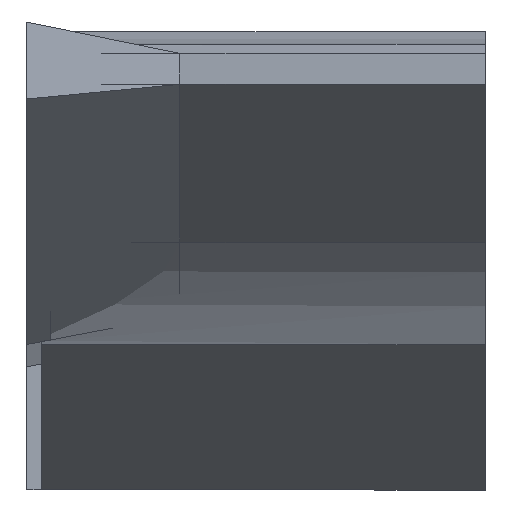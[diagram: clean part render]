
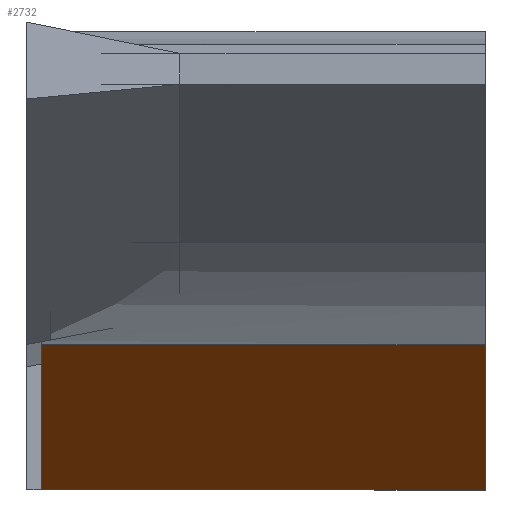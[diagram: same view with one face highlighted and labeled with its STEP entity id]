
A CAD part, left-side view. The second image highlights one B-rep face of the part: STEP entity #2732.
In plain terms, the highlighted planar face has unit normal (-0.616, 0, -0.788).
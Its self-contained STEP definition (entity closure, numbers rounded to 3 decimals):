
#143 = CARTESIAN_POINT ( 'NONE',  ( 48.824, -0.3, -39.525 ) ) ;
#415 = VERTEX_POINT ( 'NONE', #2721 ) ;
#426 = VERTEX_POINT ( 'NONE', #1171 ) ;
#460 = FACE_OUTER_BOUND ( 'NONE', #1060, .T. ) ;
#468 = AXIS2_PLACEMENT_3D ( 'NONE', #1971, #516, #2825 ) ;
#516 = DIRECTION ( 'NONE',  ( 0.616, 0., 0.788 ) ) ;
#568 = DIRECTION ( 'NONE',  ( 0., -1., 0. ) ) ;
#583 = VECTOR ( 'NONE', #2436, 1000. ) ;
#626 = CARTESIAN_POINT ( 'NONE',  ( -0.669, -9.525, -0.857 ) ) ;
#655 = ORIENTED_EDGE ( 'NONE', *, *, #2663, .F. ) ;
#847 = LINE ( 'NONE', #626, #583 ) ;
#853 = VECTOR ( 'NONE', #1188, 1000. ) ;
#858 = LINE ( 'NONE', #890, #853 ) ;
#878 = CARTESIAN_POINT ( 'NONE',  ( 6.557, -0.3, -6.502 ) ) ;
#890 = CARTESIAN_POINT ( 'NONE',  ( 6.557, 101.908, -6.502 ) ) ;
#920 = VERTEX_POINT ( 'NONE', #1194 ) ;
#966 = PLANE ( 'NONE',  #468 ) ;
#1060 = EDGE_LOOP ( 'NONE', ( #1417, #1489, #1328, #655 ) ) ;
#1102 = CARTESIAN_POINT ( 'NONE',  ( 10.426, -9.525, -9.525 ) ) ;
#1171 = CARTESIAN_POINT ( 'NONE',  ( 6.557, -9.525, -6.502 ) ) ;
#1188 = DIRECTION ( 'NONE',  ( 0., -1., 0. ) ) ;
#1194 = CARTESIAN_POINT ( 'NONE',  ( 10.426, -0.3, -9.525 ) ) ;
#1328 = ORIENTED_EDGE ( 'NONE', *, *, #1753, .T. ) ;
#1417 = ORIENTED_EDGE ( 'NONE', *, *, #1850, .F. ) ;
#1489 = ORIENTED_EDGE ( 'NONE', *, *, #2415, .T. ) ;
#1753 = EDGE_CURVE ( 'NONE', #415, #426, #847, .T. ) ;
#1850 = EDGE_CURVE ( 'NONE', #920, #2567, #2145, .T. ) ;
#1971 = CARTESIAN_POINT ( 'NONE',  ( 48.824, 101.908, -39.525 ) ) ;
#2116 = VECTOR ( 'NONE', #568, 1000. ) ;
#2117 = VECTOR ( 'NONE', #2260, 1000. ) ;
#2126 = LINE ( 'NONE', #1102, #2116 ) ;
#2145 = LINE ( 'NONE', #143, #2117 ) ;
#2260 = DIRECTION ( 'NONE',  ( -0.788, 0., 0.616 ) ) ;
#2415 = EDGE_CURVE ( 'NONE', #920, #415, #2126, .T. ) ;
#2436 = DIRECTION ( 'NONE',  ( -0.788, 0., 0.616 ) ) ;
#2567 = VERTEX_POINT ( 'NONE', #878 ) ;
#2663 = EDGE_CURVE ( 'NONE', #2567, #426, #858, .T. ) ;
#2721 = CARTESIAN_POINT ( 'NONE',  ( 10.426, -9.525, -9.525 ) ) ;
#2732 = ADVANCED_FACE ( 'NONE', ( #460 ), #966, .F. ) ;
#2825 = DIRECTION ( 'NONE',  ( 0.788, 0., -0.616 ) ) ;
